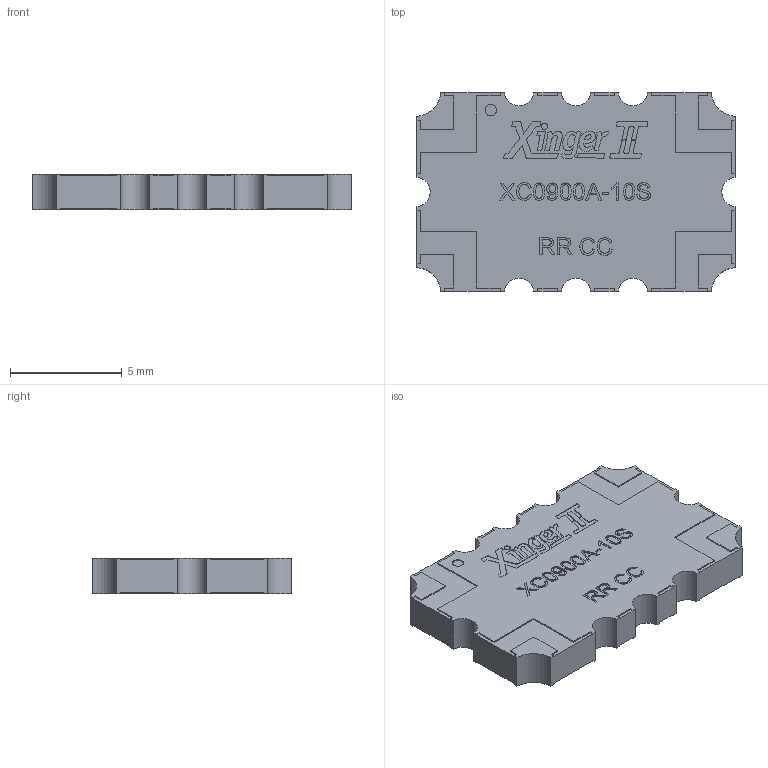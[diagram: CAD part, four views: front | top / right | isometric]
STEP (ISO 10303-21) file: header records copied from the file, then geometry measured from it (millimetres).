
FILE_DESCRIPTION(/* description */ (''),/* implementation_level */ '2;1');
FILE_NAME(/* name */ 'XC0900A-10S_1_3D Model.stp',/* time_stamp */ '2021-06-28T12:10:02-04:00',/* author */ ('sjohnson'),/* organization */ (''),/* preprocessor_version */ 'ST-DEVELOPER v18.1',/* originating_system */ 'Autodesk Inventor 2021',/* authorisation */ '');
FILE_SCHEMA (('AUTOMOTIVE_DESIGN { 1 0 10303 214 3 1 1 }'));
Length unit declared in the file: inch
Products named in the file (1): XC0900A-10S_1_3D Model
Bounding box: 14.22 x 8.89 x 1.57 mm (x, y, z)
Volume: 183.9 mm3; surface area: 319.6 mm2
Topology: 1 solids, 1 shells, 552 faces, 1545 edges, 1032 vertices
Faces by surface type: plane 332, bspline 115, cylinder 105
Full cylindrical faces by diameter (mm): 0.277 x1, 0.508 x2
Entity records: 18411 total; most frequent: CARTESIAN_POINT 4681, ORIENTED_EDGE 3090, DIRECTION 2407, EDGE_CURVE 1545, LINE 1099, VECTOR 1099, VERTEX_POINT 1032, AXIS2_PLACEMENT_3D 654
